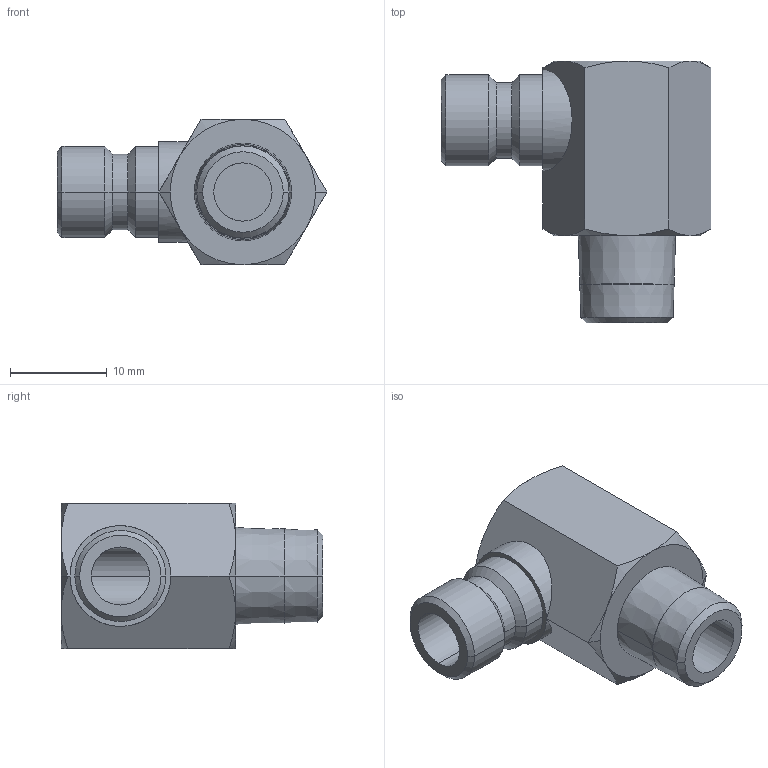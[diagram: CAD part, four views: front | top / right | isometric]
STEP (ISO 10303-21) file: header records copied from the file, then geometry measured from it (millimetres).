
FILE_DESCRIPTION(('STEP AP214'),'1');
FILE_NAME('esdm_18_na-90.stp','2020-04-22T06:12:29',('TraceParts'),('TraceParts S.A.'),'Spatial InterOp 3D',' ',' ');
FILE_SCHEMA(('automotive_design'));
Length unit declared in the file: millimetre
Products named in the file (1): 1
Bounding box: 27.83 x 27 x 15 mm (x, y, z)
Volume: 3800.6 mm3; surface area: 2667.2 mm2
Topology: 1 solids, 1 shells, 56 faces, 120 edges, 70 vertices
Faces by surface type: cone 28, cylinder 14, plane 14
Entity records: 2082 total; most frequent: CARTESIAN_POINT 443, DIRECTION 260, ORIENTED_EDGE 240, EDGE_CURVE 120, AXIS2_PLACEMENT_3D 111, VERTEX_POINT 70, EDGE_LOOP 62, STYLED_ITEM 56
